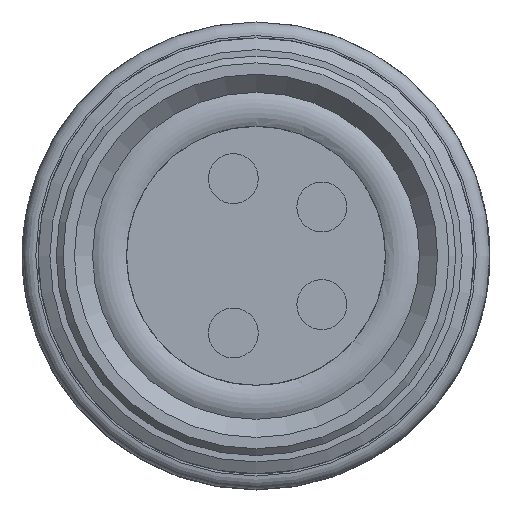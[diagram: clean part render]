
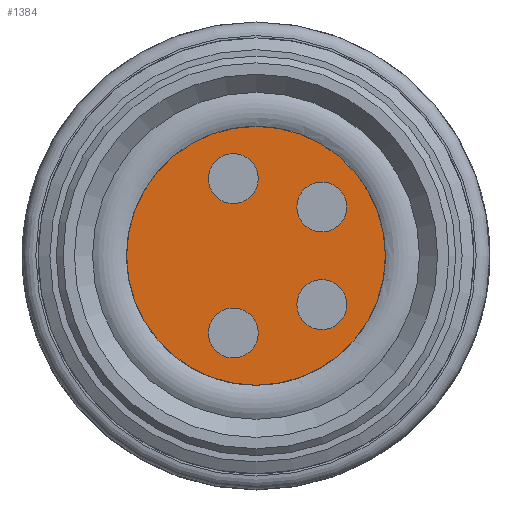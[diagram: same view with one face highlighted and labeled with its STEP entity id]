
A CAD part, front view. The second image highlights one B-rep face of the part: STEP entity #1384.
In plain terms, the highlighted planar face has unit normal (0, -1, 0).
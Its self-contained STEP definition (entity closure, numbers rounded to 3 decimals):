
#870=PLANE('',#5562);
#1384=ADVANCED_FACE('',(#1714,#1715,#1716,#1717,#1718),#870,.F.);
#1714=FACE_BOUND('',#2034,.T.);
#1715=FACE_BOUND('',#2035,.T.);
#1716=FACE_BOUND('',#2036,.T.);
#1717=FACE_BOUND('',#2037,.T.);
#1718=FACE_BOUND('',#2038,.T.);
#2034=EDGE_LOOP('',(#3104));
#2035=EDGE_LOOP('',(#3105));
#2036=EDGE_LOOP('',(#3106));
#2037=EDGE_LOOP('',(#3107));
#2038=EDGE_LOOP('',(#3108));
#3104=ORIENTED_EDGE('',*,*,#4541,.F.);
#3105=ORIENTED_EDGE('',*,*,#4540,.F.);
#3106=ORIENTED_EDGE('',*,*,#4539,.F.);
#3107=ORIENTED_EDGE('',*,*,#4538,.F.);
#3108=ORIENTED_EDGE('',*,*,#4542,.F.);
#3919=VERTEX_POINT('',#9355);
#3920=VERTEX_POINT('',#9358);
#3921=VERTEX_POINT('',#9361);
#3922=VERTEX_POINT('',#9364);
#3923=VERTEX_POINT('',#9367);
#4538=EDGE_CURVE('',#3919,#3919,#5015,.T.);
#4539=EDGE_CURVE('',#3920,#3920,#5016,.T.);
#4540=EDGE_CURVE('',#3921,#3921,#5017,.T.);
#4541=EDGE_CURVE('',#3922,#3922,#5018,.T.);
#4542=EDGE_CURVE('',#3923,#3923,#5019,.T.);
#5015=CIRCLE('',#5553,0.55);
#5016=CIRCLE('',#5555,0.55);
#5017=CIRCLE('',#5557,0.55);
#5018=CIRCLE('',#5559,0.55);
#5019=CIRCLE('',#5561,2.85);
#5553=AXIS2_PLACEMENT_3D('',#9354,#6764,#6765);
#5555=AXIS2_PLACEMENT_3D('',#9357,#6768,#6769);
#5557=AXIS2_PLACEMENT_3D('',#9360,#6772,#6773);
#5559=AXIS2_PLACEMENT_3D('',#9363,#6776,#6777);
#5561=AXIS2_PLACEMENT_3D('',#9366,#6780,#6781);
#5562=AXIS2_PLACEMENT_3D('',#9368,#6782,#6783);
#6764=DIRECTION('',(0.,-1.,0.));
#6765=DIRECTION('',(0.,0.,-1.));
#6768=DIRECTION('',(0.,-1.,0.));
#6769=DIRECTION('',(0.,0.,-1.));
#6772=DIRECTION('',(0.,-1.,0.));
#6773=DIRECTION('',(0.,0.,-1.));
#6776=DIRECTION('',(0.,-1.,0.));
#6777=DIRECTION('',(0.,0.,-1.));
#6780=DIRECTION('',(0.,1.,0.));
#6781=DIRECTION('',(1.,0.,0.));
#6782=DIRECTION('',(0.,1.,0.));
#6783=DIRECTION('',(-1.,0.,0.));
#9354=CARTESIAN_POINT('',(99.7,-5.546,-1.071));
#9355=CARTESIAN_POINT('',(99.7,-5.546,-1.621));
#9357=CARTESIAN_POINT('',(99.7,-5.546,1.079));
#9358=CARTESIAN_POINT('',(99.7,-5.546,0.529));
#9360=CARTESIAN_POINT('',(97.75,-5.546,1.704));
#9361=CARTESIAN_POINT('',(97.75,-5.546,1.154));
#9363=CARTESIAN_POINT('',(97.75,-5.546,-1.696));
#9364=CARTESIAN_POINT('',(97.75,-5.546,-2.246));
#9366=CARTESIAN_POINT('',(98.25,-5.546,0.004));
#9367=CARTESIAN_POINT('',(101.1,-5.546,0.004));
#9368=CARTESIAN_POINT('',(98.25,-5.546,0.004));
